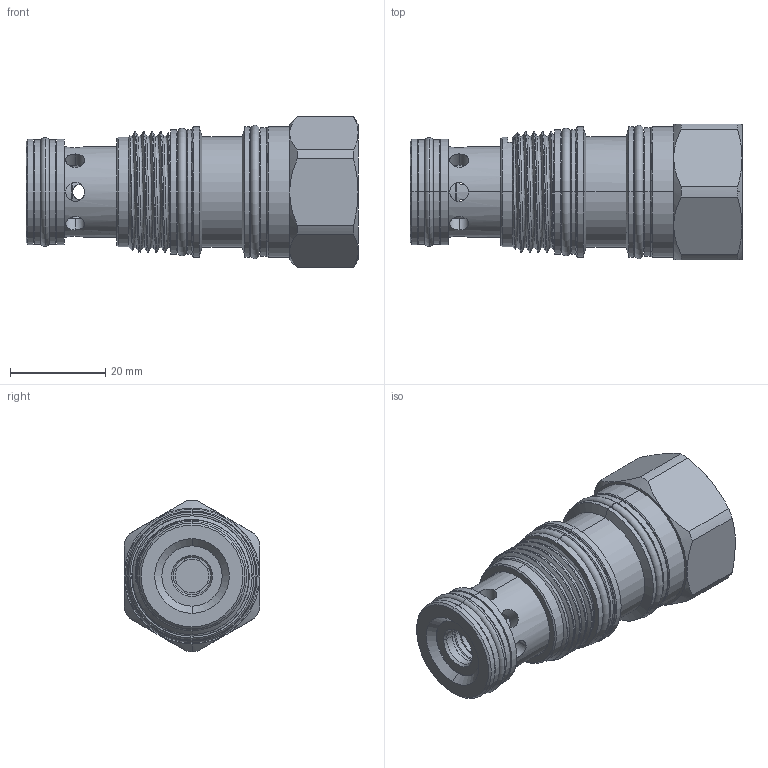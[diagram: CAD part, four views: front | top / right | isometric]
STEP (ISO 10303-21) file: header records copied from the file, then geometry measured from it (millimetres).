
FILE_DESCRIPTION (( 'STEP AP203' ), '1' );
FILE_NAME ('PB2A30-8.STEP', '2016-07-22T05:09:06', ( '' ), ( '' ), 'SwSTEP 2.0', 'SolidWorks 2012', '' );
FILE_SCHEMA (( 'CONFIG_CONTROL_DESIGN' ));
Length unit declared in the file: millimetre
Products named in the file (1): PB2A30-8
Bounding box: 69.87 x 28.57 x 31.8 mm (x, y, z)
Volume: 30551.6 mm3; surface area: 12129 mm2
Topology: 4 solids, 8 shells, 283 faces, 695 edges, 431 vertices
Faces by surface type: cylinder 158, cone 47, plane 46, torus 26, bspline 6
Entity records: 11975 total; most frequent: CARTESIAN_POINT 5367, ORIENTED_EDGE 1390, DIRECTION 1356, EDGE_CURVE 695, AXIS2_PLACEMENT_3D 581, VERTEX_POINT 431, EDGE_LOOP 328, CIRCLE 303
